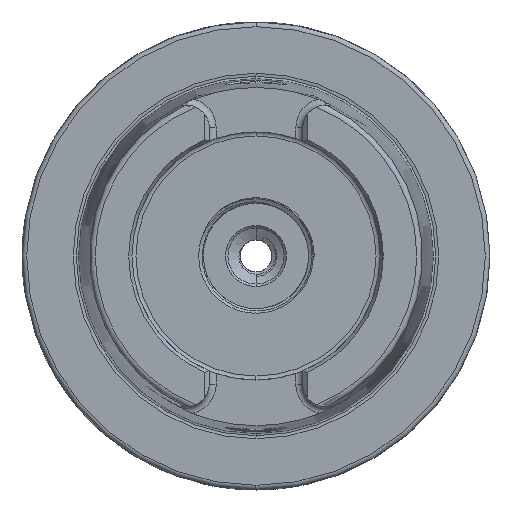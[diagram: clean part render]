
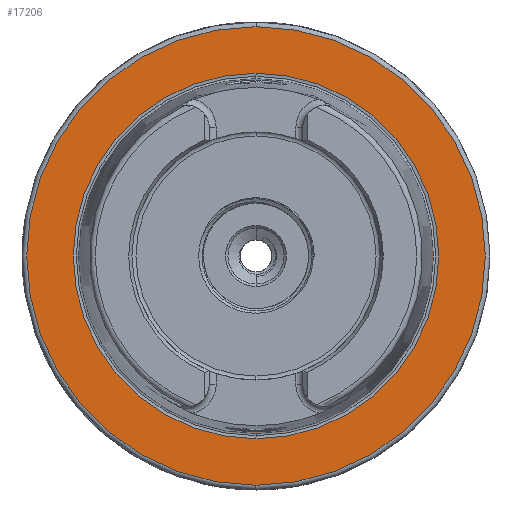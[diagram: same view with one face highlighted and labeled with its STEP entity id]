
A CAD part, left-side view. The second image highlights one B-rep face of the part: STEP entity #17206.
In plain terms, the highlighted planar face has unit normal (-1, 0, 0).
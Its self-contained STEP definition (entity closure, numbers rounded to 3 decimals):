
#2999 = EDGE_LOOP ( 'NONE', ( #20470, #20469 ) ) ;
#12623 = EDGE_CURVE ( 'NONE', #15777, #15766, #12793, .T. ) ;
#12629 = EDGE_CURVE ( 'NONE', #15860, #15789, #12796, .T. ) ;
#12793 = CIRCLE ( 'NONE', #29908, 49. ) ;
#12796 = CIRCLE ( 'NONE', #29907, 39.054 ) ;
#13633 = CARTESIAN_POINT ( 'NONE',  ( 0., 0., 0. ) ) ;
#13634 = DIRECTION ( 'NONE',  ( -1., 0., 0. ) ) ;
#13635 = DIRECTION ( 'NONE',  ( 0., 0., 1. ) ) ;
#13651 = CARTESIAN_POINT ( 'NONE',  ( 0., 0., 0. ) ) ;
#13652 = DIRECTION ( 'NONE',  ( 1., 0., 0. ) ) ;
#13653 = DIRECTION ( 'NONE',  ( 0., 0., -1. ) ) ;
#15394 = EDGE_LOOP ( 'NONE', ( #20467, #20468 ) ) ;
#15766 = VERTEX_POINT ( 'NONE', #16142 ) ;
#15777 = VERTEX_POINT ( 'NONE', #16153 ) ;
#15789 = VERTEX_POINT ( 'NONE', #16165 ) ;
#15860 = VERTEX_POINT ( 'NONE', #26913 ) ;
#16142 = CARTESIAN_POINT ( 'NONE',  ( 0., 0., -49. ) ) ;
#16153 = CARTESIAN_POINT ( 'NONE',  ( 0., 0., 49. ) ) ;
#16165 = CARTESIAN_POINT ( 'NONE',  ( 0., 0., -39.054 ) ) ;
#16330 = PLANE ( 'NONE',  #23173 ) ;
#16331 = CARTESIAN_POINT ( 'NONE',  ( 0., 39.054, 0. ) ) ;
#16332 = DIRECTION ( 'NONE',  ( -1., 0., 0. ) ) ;
#17206 = ADVANCED_FACE ( 'NONE', ( #23168, #23171 ), #16330, .T. ) ;
#18538 = DIRECTION ( 'NONE',  ( 0., 0., 1. ) ) ;
#20467 = ORIENTED_EDGE ( 'NONE', *, *, #12623, .T. ) ;
#20468 = ORIENTED_EDGE ( 'NONE', *, *, #26170, .T. ) ;
#20469 = ORIENTED_EDGE ( 'NONE', *, *, #26169, .T. ) ;
#20470 = ORIENTED_EDGE ( 'NONE', *, *, #12629, .T. ) ;
#22416 = CARTESIAN_POINT ( 'NONE',  ( 0., 0., 0. ) ) ;
#22417 = DIRECTION ( 'NONE',  ( 1., 0., 0. ) ) ;
#22418 = DIRECTION ( 'NONE',  ( 0., 0., -1. ) ) ;
#22419 = CARTESIAN_POINT ( 'NONE',  ( 0., 0., 0. ) ) ;
#22420 = DIRECTION ( 'NONE',  ( -1., 0., 0. ) ) ;
#22421 = DIRECTION ( 'NONE',  ( 0., 0., 1. ) ) ;
#23168 = FACE_OUTER_BOUND ( 'NONE', #15394, .T. ) ;
#23171 = FACE_BOUND ( 'NONE', #2999, .T. ) ;
#23173 = AXIS2_PLACEMENT_3D ( 'NONE', #16331, #16332, #18538 ) ;
#25236 = AXIS2_PLACEMENT_3D ( 'NONE', #22416, #22417, #22418 ) ;
#25242 = AXIS2_PLACEMENT_3D ( 'NONE', #22419, #22420, #22421 ) ;
#26169 = EDGE_CURVE ( 'NONE', #15789, #15860, #31252, .T. ) ;
#26170 = EDGE_CURVE ( 'NONE', #15766, #15777, #31253, .T. ) ;
#26913 = CARTESIAN_POINT ( 'NONE',  ( 0., 0., 39.054 ) ) ;
#29907 = AXIS2_PLACEMENT_3D ( 'NONE', #13651, #13652, #13653 ) ;
#29908 = AXIS2_PLACEMENT_3D ( 'NONE', #13633, #13634, #13635 ) ;
#31252 = CIRCLE ( 'NONE', #25236, 39.054 ) ;
#31253 = CIRCLE ( 'NONE', #25242, 49. ) ;
